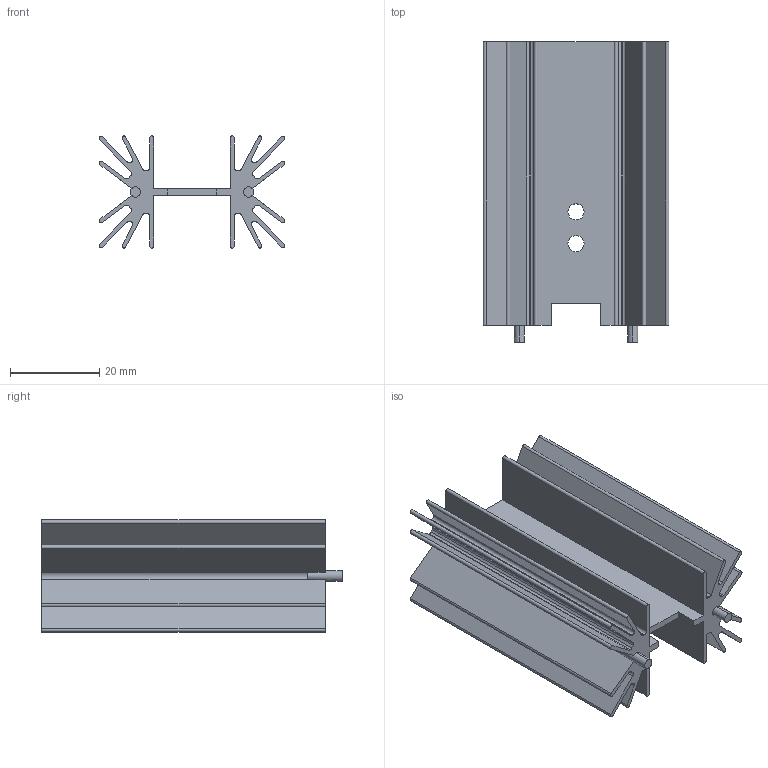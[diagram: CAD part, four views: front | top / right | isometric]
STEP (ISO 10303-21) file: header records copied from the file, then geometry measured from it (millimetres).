
FILE_DESCRIPTION (( 'STEP AP214' ), '1' );
FILE_NAME ('User Library-OHMITE_FA-T220-64E.STEP', '2014-11-16T17:26:06', ( 'Windows User' ), ( '' ), 'SwSTEP 2.0', 'SolidWorks 2015', '' );
FILE_SCHEMA (( 'AUTOMOTIVE_DESIGN' ));
Length unit declared in the file: millimetre
Products named in the file (1): User Library-OHMITE_FA-T220-64E
Bounding box: 41.6 x 67.3 x 25.13 mm (x, y, z)
Volume: 16351.5 mm3; surface area: 22687.9 mm2
Topology: 1 solids, 1 shells, 120 faces, 354 edges, 236 vertices
Faces by surface type: cylinder 64, plane 56
Entity records: 5324 total; most frequent: DIRECTION 728, CARTESIAN_POINT 711, ORIENTED_EDGE 708, EDGE_CURVE 354, AXIS2_PLACEMENT_3D 253, VERTEX_POINT 236, VECTOR 222, LINE 222
